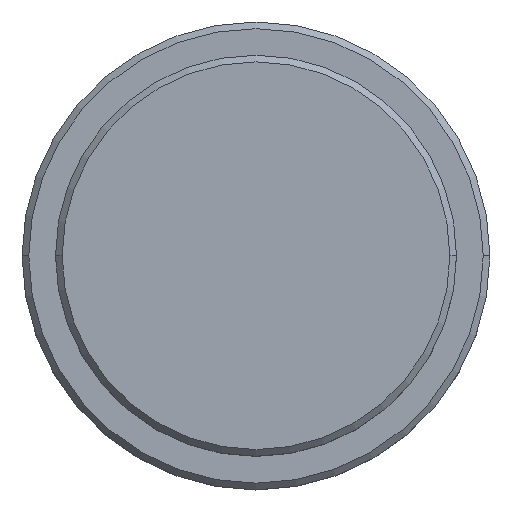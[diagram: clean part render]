
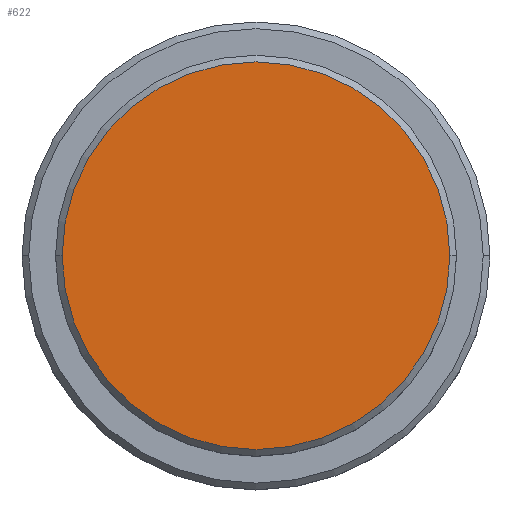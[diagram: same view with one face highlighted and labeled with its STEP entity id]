
A CAD part, top view. The second image highlights one B-rep face of the part: STEP entity #622.
In plain terms, the highlighted planar face has unit normal (0, 0, 1).
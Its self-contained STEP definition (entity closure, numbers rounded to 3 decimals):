
#116 = CARTESIAN_POINT ( 'NONE',  ( 0., 0., 0. ) ) ;
#243 = ORIENTED_EDGE ( 'NONE', *, *, #1015, .T. ) ;
#273 = ORIENTED_EDGE ( 'NONE', *, *, #334, .T. ) ;
#320 = CARTESIAN_POINT ( 'NONE',  ( 14.5, 0., 0. ) ) ;
#334 = EDGE_CURVE ( 'NONE', #892, #1274, #517, .T. ) ;
#352 = CARTESIAN_POINT ( 'NONE',  ( 0., 0., 0. ) ) ;
#356 = DIRECTION ( 'NONE',  ( 0., 0., 1. ) ) ;
#422 = EDGE_LOOP ( 'NONE', ( #273, #243 ) ) ;
#468 = DIRECTION ( 'NONE',  ( 0., 0., 1. ) ) ;
#517 = CIRCLE ( 'NONE', #1311, 14.5 ) ;
#568 = PLANE ( 'NONE',  #1370 ) ;
#585 = DIRECTION ( 'NONE',  ( 1., 0., 0. ) ) ;
#622 = ADVANCED_FACE ( 'NONE', ( #1108 ), #568, .T. ) ;
#694 = DIRECTION ( 'NONE',  ( 1., 0., 0. ) ) ;
#798 = DIRECTION ( 'NONE',  ( 0., 0., 1. ) ) ;
#892 = VERTEX_POINT ( 'NONE', #984 ) ;
#922 = DIRECTION ( 'NONE',  ( 1., 0., 0. ) ) ;
#984 = CARTESIAN_POINT ( 'NONE',  ( -14.5, 0., 0. ) ) ;
#1001 = AXIS2_PLACEMENT_3D ( 'NONE', #352, #356, #922 ) ;
#1014 = CARTESIAN_POINT ( 'NONE',  ( 0., 0., 0. ) ) ;
#1015 = EDGE_CURVE ( 'NONE', #1274, #892, #1222, .T. ) ;
#1108 = FACE_OUTER_BOUND ( 'NONE', #422, .T. ) ;
#1222 = CIRCLE ( 'NONE', #1001, 14.5 ) ;
#1274 = VERTEX_POINT ( 'NONE', #320 ) ;
#1311 = AXIS2_PLACEMENT_3D ( 'NONE', #116, #798, #585 ) ;
#1370 = AXIS2_PLACEMENT_3D ( 'NONE', #1014, #468, #694 ) ;
